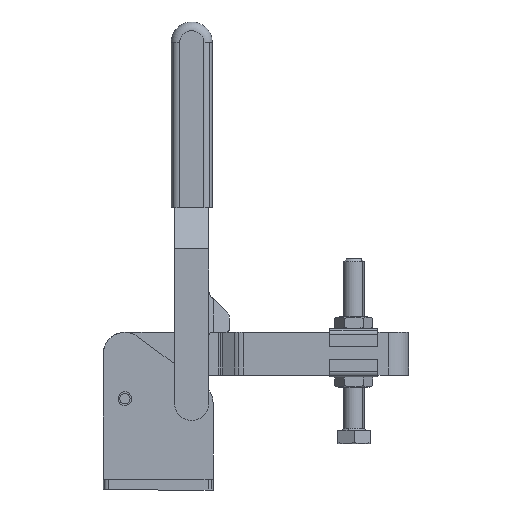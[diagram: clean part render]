
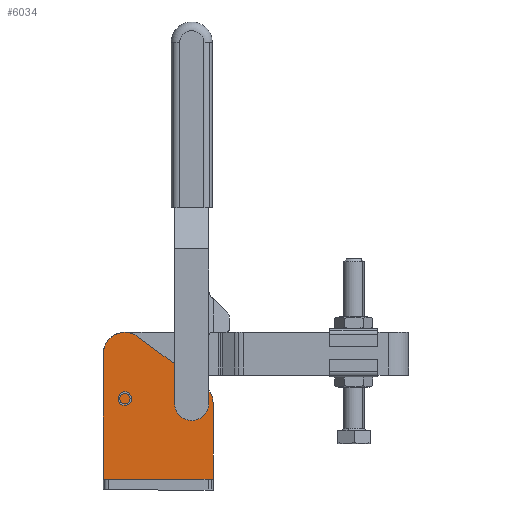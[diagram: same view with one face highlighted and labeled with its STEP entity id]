
A CAD part, front view. The second image highlights one B-rep face of the part: STEP entity #6034.
In plain terms, the highlighted planar face has unit normal (0, -1, 0).
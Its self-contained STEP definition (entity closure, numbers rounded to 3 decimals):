
#4702=CARTESIAN_POINT('',(-935.371,158.467,-47.503));
#4703=VERTEX_POINT('',#4702);
#4712=CARTESIAN_POINT('',(-943.371,158.467,-47.503));
#4713=VERTEX_POINT('',#4712);
#4714=CARTESIAN_POINT('',(-939.371,158.467,-47.503));
#4715=DIRECTION('',(0.0,1.0,0.0));
#4716=DIRECTION('',(1.0,0.0,0.0));
#4717=AXIS2_PLACEMENT_3D('',#4714,#4715,#4716);
#4718=CIRCLE('',#4717,4.0);
#4719=EDGE_CURVE('',#4713,#4703,#4718,.T.);
#4746=CARTESIAN_POINT('',(-983.984,158.467,-7.334));
#4747=VERTEX_POINT('',#4746);
#4763=CARTESIAN_POINT('',(-990.871,158.467,-18.503));
#4764=VERTEX_POINT('',#4763);
#4771=CARTESIAN_POINT('',(-978.371,158.467,-18.503));
#4772=DIRECTION('',(0.,1.0,0.));
#4773=DIRECTION('',(-0.449,0.,0.894));
#4774=AXIS2_PLACEMENT_3D('',#4771,#4772,#4773);
#4775=CIRCLE('',#4774,12.5);
#4776=EDGE_CURVE('',#4764,#4747,#4775,.T.);
#4788=CARTESIAN_POINT('',(-928.202,158.467,-41.889));
#4789=VERTEX_POINT('',#4788);
#4805=CARTESIAN_POINT('',(-931.912,158.467,-37.472));
#4806=VERTEX_POINT('',#4805);
#4813=CARTESIAN_POINT('',(-939.371,158.467,-47.503));
#4814=DIRECTION('',(0.,1.0,0.));
#4815=DIRECTION('',(0.894,0.,0.449));
#4816=AXIS2_PLACEMENT_3D('',#4813,#4814,#4815);
#4817=CIRCLE('',#4816,12.5);
#4818=EDGE_CURVE('',#4806,#4789,#4817,.T.);
#5143=CARTESIAN_POINT('',(-978.371,158.467,-41.764));
#5144=VERTEX_POINT('',#5143);
#5153=CARTESIAN_POINT('',(-977.871,158.467,-47.722));
#5154=VERTEX_POINT('',#5153);
#5155=CARTESIAN_POINT('',(-978.371,158.467,-44.764));
#5156=DIRECTION('',(0.0,-1.0,0.0));
#5157=DIRECTION('',(0.0,0.0,1.0));
#5158=AXIS2_PLACEMENT_3D('',#5155,#5156,#5157);
#5159=CIRCLE('',#5158,3.);
#5160=EDGE_CURVE('',#5154,#5144,#5159,.T.);
#5227=CARTESIAN_POINT('',(-978.371,158.467,-40.764));
#5228=VERTEX_POINT('',#5227);
#5237=CARTESIAN_POINT('',(-978.871,158.467,-48.732));
#5238=VERTEX_POINT('',#5237);
#5239=CARTESIAN_POINT('',(-978.371,158.467,-44.764));
#5240=DIRECTION('',(0.0,1.0,0.0));
#5241=DIRECTION('',(0.0,0.0,1.0));
#5242=AXIS2_PLACEMENT_3D('',#5239,#5240,#5241);
#5243=CIRCLE('',#5242,4.);
#5244=EDGE_CURVE('',#5238,#5228,#5243,.T.);
#5345=CARTESIAN_POINT('',(-977.871,158.467,-48.732));
#5346=VERTEX_POINT('',#5345);
#5353=CARTESIAN_POINT('',(-978.371,158.467,-44.764));
#5354=DIRECTION('',(0.0,1.0,0.0));
#5355=DIRECTION('',(0.0,0.0,1.0));
#5356=AXIS2_PLACEMENT_3D('',#5353,#5354,#5355);
#5357=CIRCLE('',#5356,4.);
#5358=EDGE_CURVE('',#5228,#5346,#5357,.T.);
#5401=CARTESIAN_POINT('',(-977.871,158.467,-48.732));
#5402=DIRECTION('',(0.,0.0,1.0));
#5403=VECTOR('',#5402,1.011);
#5404=LINE('',#5401,#5403);
#5405=EDGE_CURVE('',#5346,#5154,#5404,.T.);
#5507=CARTESIAN_POINT('',(-978.871,158.467,-47.722));
#5508=VERTEX_POINT('',#5507);
#5509=CARTESIAN_POINT('',(-978.871,158.467,-47.722));
#5510=DIRECTION('',(0.0,0.0,-1.0));
#5511=VECTOR('',#5510,1.011);
#5512=LINE('',#5509,#5511);
#5513=EDGE_CURVE('',#5508,#5238,#5512,.T.);
#5547=CARTESIAN_POINT('',(-978.371,158.467,-44.764));
#5548=DIRECTION('',(0.0,-1.0,0.0));
#5549=DIRECTION('',(0.0,0.0,1.0));
#5550=AXIS2_PLACEMENT_3D('',#5547,#5548,#5549);
#5551=CIRCLE('',#5550,3.);
#5552=EDGE_CURVE('',#5144,#5508,#5551,.T.);
#5961=CARTESIAN_POINT('',(-990.871,158.467,-18.503));
#5962=DIRECTION('',(0.0,-1.0,0.0));
#5963=DIRECTION('',(1.0,0.0,0.0));
#5964=AXIS2_PLACEMENT_3D('',#5961,#5962,#5963);
#5965=PLANE('',#5964);
#5966=CARTESIAN_POINT('',(-926.871,158.467,-91.753));
#5967=VERTEX_POINT('',#5966);
#5968=CARTESIAN_POINT('',(-990.871,158.467,-91.753));
#5969=VERTEX_POINT('',#5968);
#5970=CARTESIAN_POINT('',(-926.871,158.467,-91.753));
#5971=DIRECTION('',(-1.0,0.0,0.0));
#5972=VECTOR('',#5971,64.);
#5973=LINE('',#5970,#5972);
#5974=EDGE_CURVE('',#5967,#5969,#5973,.T.);
#5975=ORIENTED_EDGE('',*,*,#5974,.F.);
#5976=CARTESIAN_POINT('',(-926.871,158.467,-47.503));
#5977=VERTEX_POINT('',#5976);
#5978=CARTESIAN_POINT('',(-926.871,158.467,-47.503));
#5979=DIRECTION('',(0.0,0.0,-1.0));
#5980=VECTOR('',#5979,44.25);
#5981=LINE('',#5978,#5980);
#5982=EDGE_CURVE('',#5977,#5967,#5981,.T.);
#5983=ORIENTED_EDGE('',*,*,#5982,.F.);
#5984=CARTESIAN_POINT('',(-939.371,158.467,-47.503));
#5985=DIRECTION('',(0.,1.0,0.));
#5986=DIRECTION('',(0.894,0.,0.449));
#5987=AXIS2_PLACEMENT_3D('',#5984,#5985,#5986);
#5988=CIRCLE('',#5987,12.5);
#5989=EDGE_CURVE('',#4789,#5977,#5988,.T.);
#5990=ORIENTED_EDGE('',*,*,#5989,.F.);
#5991=ORIENTED_EDGE('',*,*,#4818,.F.);
#5992=CARTESIAN_POINT('',(-970.912,158.467,-8.472));
#5993=VERTEX_POINT('',#5992);
#5994=CARTESIAN_POINT('',(-970.912,158.467,-8.472));
#5995=DIRECTION('',(0.802,0.0,-0.597));
#5996=VECTOR('',#5995,48.6);
#5997=LINE('',#5994,#5996);
#5998=EDGE_CURVE('',#5993,#4806,#5997,.T.);
#5999=ORIENTED_EDGE('',*,*,#5998,.F.);
#6000=CARTESIAN_POINT('',(-978.371,158.467,-18.503));
#6001=DIRECTION('',(0.,1.0,0.));
#6002=DIRECTION('',(-0.449,0.,0.894));
#6003=AXIS2_PLACEMENT_3D('',#6000,#6001,#6002);
#6004=CIRCLE('',#6003,12.5);
#6005=EDGE_CURVE('',#4747,#5993,#6004,.T.);
#6006=ORIENTED_EDGE('',*,*,#6005,.F.);
#6007=ORIENTED_EDGE('',*,*,#4776,.F.);
#6008=CARTESIAN_POINT('',(-990.871,158.467,-91.753));
#6009=DIRECTION('',(0.0,0.0,1.0));
#6010=VECTOR('',#6009,73.25);
#6011=LINE('',#6008,#6010);
#6012=EDGE_CURVE('',#5969,#4764,#6011,.T.);
#6013=ORIENTED_EDGE('',*,*,#6012,.F.);
#6014=EDGE_LOOP('',(#5975,#5983,#5990,#5991,#5999,#6006,#6007,#6013));
#6015=FACE_OUTER_BOUND('',#6014,.T.);
#6016=ORIENTED_EDGE('',*,*,#5160,.T.);
#6017=ORIENTED_EDGE('',*,*,#5552,.T.);
#6018=ORIENTED_EDGE('',*,*,#5513,.T.);
#6019=ORIENTED_EDGE('',*,*,#5244,.T.);
#6020=ORIENTED_EDGE('',*,*,#5358,.T.);
#6021=ORIENTED_EDGE('',*,*,#5405,.T.);
#6022=EDGE_LOOP('',(#6016,#6017,#6018,#6019,#6020,#6021));
#6023=FACE_BOUND('',#6022,.T.);
#6024=ORIENTED_EDGE('',*,*,#4719,.T.);
#6025=CARTESIAN_POINT('',(-939.371,158.467,-47.503));
#6026=DIRECTION('',(0.0,1.0,0.0));
#6027=DIRECTION('',(1.0,0.0,0.0));
#6028=AXIS2_PLACEMENT_3D('',#6025,#6026,#6027);
#6029=CIRCLE('',#6028,4.0);
#6030=EDGE_CURVE('',#4703,#4713,#6029,.T.);
#6031=ORIENTED_EDGE('',*,*,#6030,.T.);
#6032=EDGE_LOOP('',(#6024,#6031));
#6033=FACE_BOUND('',#6032,.T.);
#6034=ADVANCED_FACE('',(#6015,#6023,#6033),#5965,.T.);
